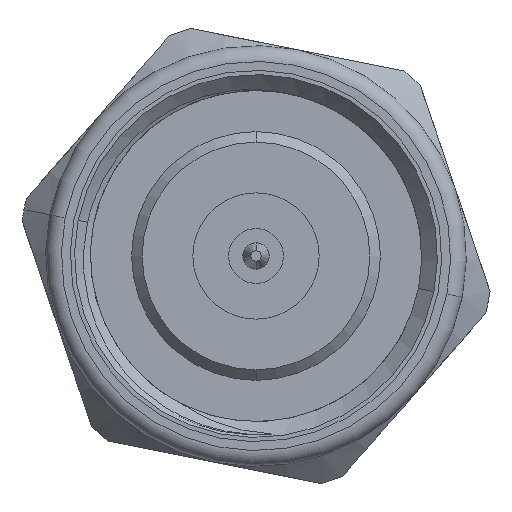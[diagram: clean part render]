
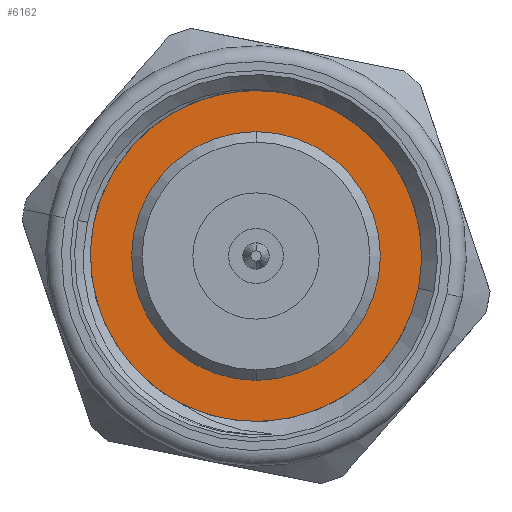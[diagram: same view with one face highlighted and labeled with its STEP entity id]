
A CAD part, front view. The second image highlights one B-rep face of the part: STEP entity #6162.
In plain terms, the highlighted planar face has unit normal (0, -1, 0).
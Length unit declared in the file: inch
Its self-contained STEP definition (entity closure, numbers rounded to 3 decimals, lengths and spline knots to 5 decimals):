
#80 = DIRECTION ( 'NONE',  ( 0., 0., 1. ) ) ;
#334 = FACE_BOUND ( 'NONE', #3524, .T. ) ;
#564 = CARTESIAN_POINT ( 'NONE',  ( 0., 0.13386, -0.12598 ) ) ;
#736 = DIRECTION ( 'NONE',  ( 0., 1., 0. ) ) ;
#795 = AXIS2_PLACEMENT_3D ( 'NONE', #5871, #736, #6504 ) ;
#808 = EDGE_CURVE ( 'NONE', #3588, #2586, #2669, .T. ) ;
#822 = ORIENTED_EDGE ( 'NONE', *, *, #808, .F. ) ;
#922 = CIRCLE ( 'NONE', #6133, 0.09311 ) ;
#1016 = EDGE_CURVE ( 'NONE', #2586, #3588, #3442, .T. ) ;
#1032 = CARTESIAN_POINT ( 'NONE',  ( 0., 0.13386, 0.09311 ) ) ;
#1192 = ORIENTED_EDGE ( 'NONE', *, *, #3423, .T. ) ;
#1260 = CIRCLE ( 'NONE', #5127, 0.09311 ) ;
#1356 = DIRECTION ( 'NONE',  ( 0., 1., 0. ) ) ;
#1514 = DIRECTION ( 'NONE',  ( 0., 1., 0. ) ) ;
#1593 = DIRECTION ( 'NONE',  ( 0., 0., 1. ) ) ;
#1832 = VERTEX_POINT ( 'NONE', #1032 ) ;
#1912 = DIRECTION ( 'NONE',  ( 1., 0., 0. ) ) ;
#2184 = DIRECTION ( 'NONE',  ( 0., 1., 0. ) ) ;
#2374 = CARTESIAN_POINT ( 'NONE',  ( 0., 0.13386, -0.09311 ) ) ;
#2528 = FACE_OUTER_BOUND ( 'NONE', #4623, .T. ) ;
#2565 = CARTESIAN_POINT ( 'NONE',  ( 0., 0.13386, 0. ) ) ;
#2586 = VERTEX_POINT ( 'NONE', #564 ) ;
#2669 = CIRCLE ( 'NONE', #795, 0.12598 ) ;
#2771 = DIRECTION ( 'NONE',  ( 0., 0., 1. ) ) ;
#2925 = CARTESIAN_POINT ( 'NONE',  ( 0., 0.13386, 0. ) ) ;
#3127 = EDGE_CURVE ( 'NONE', #1832, #6865, #1260, .T. ) ;
#3423 = EDGE_CURVE ( 'NONE', #6865, #1832, #922, .T. ) ;
#3442 = CIRCLE ( 'NONE', #5449, 0.12598 ) ;
#3482 = PLANE ( 'NONE',  #3913 ) ;
#3524 = EDGE_LOOP ( 'NONE', ( #1192, #4223 ) ) ;
#3588 = VERTEX_POINT ( 'NONE', #5043 ) ;
#3913 = AXIS2_PLACEMENT_3D ( 'NONE', #2565, #1356, #1912 ) ;
#3923 = ORIENTED_EDGE ( 'NONE', *, *, #1016, .F. ) ;
#4212 = CARTESIAN_POINT ( 'NONE',  ( 0., 0.13386, 0. ) ) ;
#4223 = ORIENTED_EDGE ( 'NONE', *, *, #3127, .T. ) ;
#4623 = EDGE_LOOP ( 'NONE', ( #3923, #822 ) ) ;
#5043 = CARTESIAN_POINT ( 'NONE',  ( 0., 0.13386, 0.12598 ) ) ;
#5127 = AXIS2_PLACEMENT_3D ( 'NONE', #2925, #5676, #2771 ) ;
#5347 = CARTESIAN_POINT ( 'NONE',  ( 0., 0.13386, 0. ) ) ;
#5449 = AXIS2_PLACEMENT_3D ( 'NONE', #5347, #1514, #1593 ) ;
#5676 = DIRECTION ( 'NONE',  ( 0., 1., 0. ) ) ;
#5871 = CARTESIAN_POINT ( 'NONE',  ( 0., 0.13386, 0. ) ) ;
#6133 = AXIS2_PLACEMENT_3D ( 'NONE', #4212, #2184, #80 ) ;
#6162 = ADVANCED_FACE ( 'NONE', ( #334, #2528 ), #3482, .F. ) ;
#6504 = DIRECTION ( 'NONE',  ( 0., 0., 1. ) ) ;
#6865 = VERTEX_POINT ( 'NONE', #2374 ) ;
